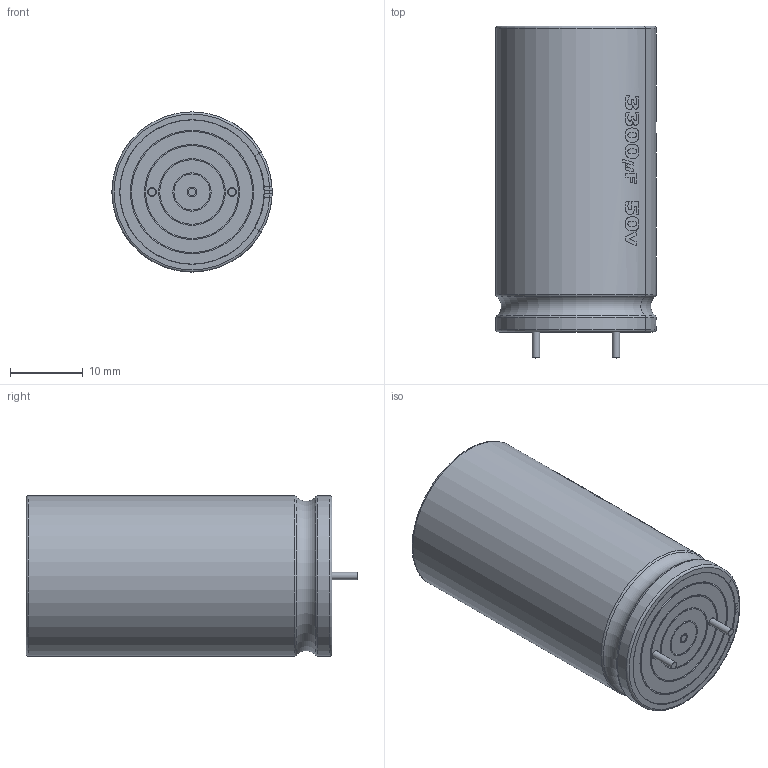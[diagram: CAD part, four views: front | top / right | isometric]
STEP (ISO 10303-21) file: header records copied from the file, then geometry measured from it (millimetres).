
FILE_DESCRIPTION(/* description */ (''),/* implementation_level */ '2;1');
FILE_NAME(/* name */ '3300uF 50V electr -22x42mm -P.diameter 11mm.stp',/* time_stamp */ '2022-03-11T22:45:05+01:00',/* author */ ('JOSE LUIS'),/* organization */ (''),/* preprocessor_version */ 'ST-DEVELOPER v18',/* originating_system */ 'Autodesk Inventor 2020',/* authorisation */ '');
FILE_SCHEMA (('AUTOMOTIVE_DESIGN { 1 0 10303 214 3 1 1 }'));
Length unit declared in the file: millimetre
Products named in the file (1): 3300uF 50V electr -22x42mm -P.diameter 11mm
Bounding box: 22 x 45.57 x 22 mm (x, y, z)
Volume: 15809.7 mm3; surface area: 3729.8 mm2
Topology: 3 solids, 3 shells, 121 faces, 526 edges, 440 vertices
Faces by surface type: cylinder 58, plane 38, torus 25
Full cylindrical faces by diameter (mm): 1 x2, 1.05 x1, 1.2 x2, 1.35 x1, 4.95 x1, 5.25 x1, 8.85 x1, 9.15 x1, 12.75 x1, 13.05 x1, 16.65 x1, 16.95 x1, 19.8 x2
Entity records: 6950 total; most frequent: CARTESIAN_POINT 2287, ORIENTED_EDGE 1052, DIRECTION 850, EDGE_CURVE 526, VERTEX_POINT 440, AXIS2_PLACEMENT_3D 353, CIRCLE 227, EDGE_LOOP 154
